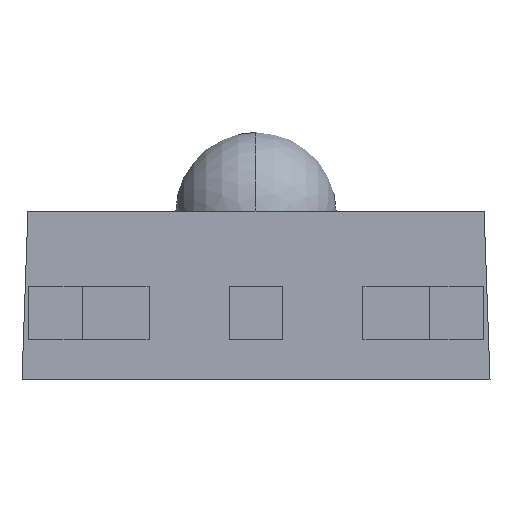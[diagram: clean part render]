
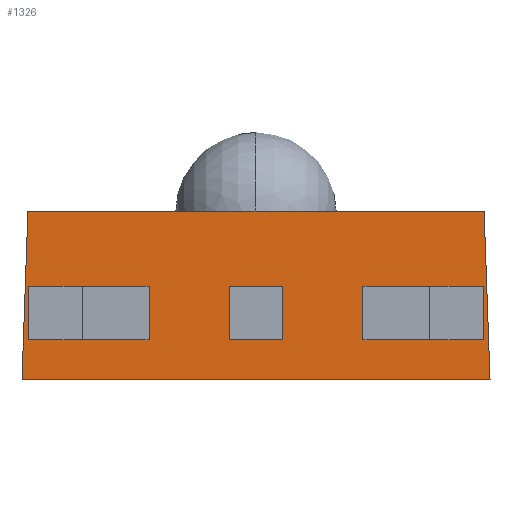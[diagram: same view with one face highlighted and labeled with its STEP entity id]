
A CAD part, front view. The second image highlights one B-rep face of the part: STEP entity #1326.
In plain terms, the highlighted planar face has unit normal (0, -1, 0).
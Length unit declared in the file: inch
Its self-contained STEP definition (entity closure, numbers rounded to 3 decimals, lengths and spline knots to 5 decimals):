
#10 = EDGE_CURVE ( 'NONE', #202, #1273, #1252, .T. ) ;
#12 = ORIENTED_EDGE ( 'NONE', *, *, #358, .T. ) ;
#30 = LINE ( 'NONE', #1198, #1093 ) ;
#39 = LINE ( 'NONE', #1300, #228 ) ;
#45 = PLANE ( 'NONE',  #600 ) ;
#54 = ORIENTED_EDGE ( 'NONE', *, *, #260, .F. ) ;
#63 = DIRECTION ( 'NONE',  ( 1., 0., 0. ) ) ;
#68 = DIRECTION ( 'NONE',  ( -1., 0., 0. ) ) ;
#69 = ORIENTED_EDGE ( 'NONE', *, *, #238, .T. ) ;
#82 = CARTESIAN_POINT ( 'NONE',  ( 0.01, -0.177, 0.035 ) ) ;
#101 = ORIENTED_EDGE ( 'NONE', *, *, #1368, .T. ) ;
#112 = LINE ( 'NONE', #1479, #544 ) ;
#121 = CARTESIAN_POINT ( 'NONE',  ( 0.06, -0.177, 0.035 ) ) ;
#144 = VECTOR ( 'NONE', #1109, 39.37008 ) ;
#146 = FACE_BOUND ( 'NONE', #1130, .T. ) ;
#170 = ORIENTED_EDGE ( 'NONE', *, *, #1275, .T. ) ;
#191 = CARTESIAN_POINT ( 'NONE',  ( 0.01, -0.177, 0.015 ) ) ;
#193 = LINE ( 'NONE', #1456, #144 ) ;
#202 = VERTEX_POINT ( 'NONE', #191 ) ;
#210 = LINE ( 'NONE', #644, #1141 ) ;
#228 = VECTOR ( 'NONE', #1173, 39.37008 ) ;
#232 = CARTESIAN_POINT ( 'NONE',  ( -0.04, -0.177, 0.035 ) ) ;
#236 = VERTEX_POINT ( 'NONE', #1103 ) ;
#238 = EDGE_CURVE ( 'NONE', #775, #882, #210, .T. ) ;
#250 = VECTOR ( 'NONE', #1462, 39.37008 ) ;
#253 = DIRECTION ( 'NONE',  ( 0., 1., 0. ) ) ;
#260 = EDGE_CURVE ( 'NONE', #1151, #1282, #1473, .T. ) ;
#262 = EDGE_CURVE ( 'NONE', #333, #1213, #540, .T. ) ;
#280 = VERTEX_POINT ( 'NONE', #82 ) ;
#291 = CARTESIAN_POINT ( 'NONE',  ( 0.04, -0.177, 0.015 ) ) ;
#295 = VECTOR ( 'NONE', #1443, 39.37008 ) ;
#302 = DIRECTION ( 'NONE',  ( 0., 0., 1. ) ) ;
#308 = LINE ( 'NONE', #984, #1433 ) ;
#316 = VERTEX_POINT ( 'NONE', #1381 ) ;
#317 = CARTESIAN_POINT ( 'NONE',  ( 0.04, -0.177, 0.035 ) ) ;
#333 = VERTEX_POINT ( 'NONE', #232 ) ;
#335 = VECTOR ( 'NONE', #1382, 39.37008 ) ;
#358 = EDGE_CURVE ( 'NONE', #882, #1213, #714, .T. ) ;
#366 = EDGE_LOOP ( 'NONE', ( #69, #12, #919, #1240 ) ) ;
#376 = EDGE_CURVE ( 'NONE', #1466, #1227, #30, .T. ) ;
#378 = FACE_BOUND ( 'NONE', #366, .T. ) ;
#431 = LINE ( 'NONE', #291, #295 ) ;
#439 = DIRECTION ( 'NONE',  ( 0., 0., 1. ) ) ;
#445 = VECTOR ( 'NONE', #1124, 39.37008 ) ;
#478 = EDGE_CURVE ( 'NONE', #1227, #1282, #1380, .T. ) ;
#483 = DIRECTION ( 'NONE',  ( 0., 0., 1. ) ) ;
#487 = CARTESIAN_POINT ( 'NONE',  ( -0.01, -0.177, 0.035 ) ) ;
#490 = DIRECTION ( 'NONE',  ( 0., 0., 1. ) ) ;
#503 = FACE_OUTER_BOUND ( 'NONE', #683, .T. ) ;
#540 = LINE ( 'NONE', #1244, #445 ) ;
#544 = VECTOR ( 'NONE', #706, 39.37008 ) ;
#576 = LINE ( 'NONE', #1235, #335 ) ;
#600 = AXIS2_PLACEMENT_3D ( 'NONE', #973, #253, #1180 ) ;
#609 = VECTOR ( 'NONE', #1232, 39.37008 ) ;
#610 = VECTOR ( 'NONE', #1139, 39.37008 ) ;
#619 = CARTESIAN_POINT ( 'NONE',  ( 0.06, -0.177, 0.015 ) ) ;
#622 = LINE ( 'NONE', #1080, #1164 ) ;
#624 = ORIENTED_EDGE ( 'NONE', *, *, #1048, .F. ) ;
#627 = VERTEX_POINT ( 'NONE', #487 ) ;
#644 = CARTESIAN_POINT ( 'NONE',  ( -0.04, -0.177, 0.015 ) ) ;
#683 = EDGE_LOOP ( 'NONE', ( #170, #904, #1330, #1267 ) ) ;
#689 = CARTESIAN_POINT ( 'NONE',  ( -0.04, -0.177, 0.015 ) ) ;
#706 = DIRECTION ( 'NONE',  ( 1., 0., 0. ) ) ;
#714 = LINE ( 'NONE', #955, #970 ) ;
#718 = EDGE_CURVE ( 'NONE', #316, #1351, #622, .T. ) ;
#724 = EDGE_CURVE ( 'NONE', #1351, #782, #308, .T. ) ;
#734 = FACE_BOUND ( 'NONE', #1332, .T. ) ;
#754 = ORIENTED_EDGE ( 'NONE', *, *, #376, .T. ) ;
#764 = ORIENTED_EDGE ( 'NONE', *, *, #1468, .F. ) ;
#766 = DIRECTION ( 'NONE',  ( 0.035, 0., -0.999 ) ) ;
#775 = VERTEX_POINT ( 'NONE', #689 ) ;
#777 = CARTESIAN_POINT ( 'NONE',  ( -0.0853, -0.177, 0.06292 ) ) ;
#782 = VERTEX_POINT ( 'NONE', #918 ) ;
#804 = ORIENTED_EDGE ( 'NONE', *, *, #478, .T. ) ;
#821 = CARTESIAN_POINT ( 'NONE',  ( 0.04, -0.177, 0.035 ) ) ;
#853 = ORIENTED_EDGE ( 'NONE', *, *, #10, .T. ) ;
#882 = VERTEX_POINT ( 'NONE', #1155 ) ;
#904 = ORIENTED_EDGE ( 'NONE', *, *, #724, .F. ) ;
#918 = CARTESIAN_POINT ( 'NONE',  ( 0.0875, -0.177, 0. ) ) ;
#919 = ORIENTED_EDGE ( 'NONE', *, *, #262, .F. ) ;
#955 = CARTESIAN_POINT ( 'NONE',  ( -0.06, -0.177, 0.015 ) ) ;
#970 = VECTOR ( 'NONE', #490, 39.37008 ) ;
#973 = CARTESIAN_POINT ( 'NONE',  ( -0.0875, -0.177, 0.063 ) ) ;
#984 = CARTESIAN_POINT ( 'NONE',  ( 0.08509, -0.177, 0.06903 ) ) ;
#1009 = CARTESIAN_POINT ( 'NONE',  ( 0.01, -0.177, 0.015 ) ) ;
#1034 = EDGE_CURVE ( 'NONE', #775, #333, #193, .T. ) ;
#1048 = EDGE_CURVE ( 'NONE', #280, #627, #576, .T. ) ;
#1080 = CARTESIAN_POINT ( 'NONE',  ( -0.0875, -0.177, 0.063 ) ) ;
#1093 = VECTOR ( 'NONE', #483, 39.37008 ) ;
#1103 = CARTESIAN_POINT ( 'NONE',  ( -0.0875, -0.177, 0. ) ) ;
#1109 = DIRECTION ( 'NONE',  ( 0., 0., 1. ) ) ;
#1112 = LINE ( 'NONE', #1239, #1447 ) ;
#1124 = DIRECTION ( 'NONE',  ( -1., 0., 0. ) ) ;
#1130 = EDGE_LOOP ( 'NONE', ( #764, #754, #804, #54 ) ) ;
#1139 = DIRECTION ( 'NONE',  ( 1., 0., 0. ) ) ;
#1141 = VECTOR ( 'NONE', #68, 39.37008 ) ;
#1151 = VERTEX_POINT ( 'NONE', #619 ) ;
#1155 = CARTESIAN_POINT ( 'NONE',  ( -0.06, -0.177, 0.015 ) ) ;
#1158 = CARTESIAN_POINT ( 'NONE',  ( -0.01, -0.177, 0.015 ) ) ;
#1164 = VECTOR ( 'NONE', #63, 39.37008 ) ;
#1173 = DIRECTION ( 'NONE',  ( 0., 0., 1. ) ) ;
#1180 = DIRECTION ( 'NONE',  ( -1., 0., 0. ) ) ;
#1198 = CARTESIAN_POINT ( 'NONE',  ( 0.04, -0.177, 0.015 ) ) ;
#1213 = VERTEX_POINT ( 'NONE', #1216 ) ;
#1216 = CARTESIAN_POINT ( 'NONE',  ( -0.06, -0.177, 0.035 ) ) ;
#1222 = CARTESIAN_POINT ( 'NONE',  ( 0.04, -0.177, 0.015 ) ) ;
#1227 = VERTEX_POINT ( 'NONE', #317 ) ;
#1232 = DIRECTION ( 'NONE',  ( -0.035, 0., -0.999 ) ) ;
#1235 = CARTESIAN_POINT ( 'NONE',  ( 0.01, -0.177, 0.035 ) ) ;
#1236 = EDGE_CURVE ( 'NONE', #316, #236, #1452, .T. ) ;
#1239 = CARTESIAN_POINT ( 'NONE',  ( 0.01, -0.177, 0.015 ) ) ;
#1240 = ORIENTED_EDGE ( 'NONE', *, *, #1034, .F. ) ;
#1244 = CARTESIAN_POINT ( 'NONE',  ( -0.04, -0.177, 0.035 ) ) ;
#1252 = LINE ( 'NONE', #1009, #250 ) ;
#1262 = VECTOR ( 'NONE', #302, 39.37008 ) ;
#1267 = ORIENTED_EDGE ( 'NONE', *, *, #1236, .T. ) ;
#1273 = VERTEX_POINT ( 'NONE', #1158 ) ;
#1275 = EDGE_CURVE ( 'Edge9', #236, #782, #112, .T. ) ;
#1282 = VERTEX_POINT ( 'NONE', #121 ) ;
#1300 = CARTESIAN_POINT ( 'NONE',  ( -0.01, -0.177, 0.015 ) ) ;
#1326 = ADVANCED_FACE ( 'Face5', ( #378, #503, #734, #146 ), #45, .F. ) ;
#1330 = ORIENTED_EDGE ( 'NONE', *, *, #718, .F. ) ;
#1332 = EDGE_LOOP ( 'NONE', ( #853, #101, #624, #1451 ) ) ;
#1351 = VERTEX_POINT ( 'NONE', #1408 ) ;
#1368 = EDGE_CURVE ( 'NONE', #1273, #627, #39, .T. ) ;
#1380 = LINE ( 'NONE', #821, #610 ) ;
#1381 = CARTESIAN_POINT ( 'NONE',  ( -0.0853, -0.177, 0.063 ) ) ;
#1382 = DIRECTION ( 'NONE',  ( -1., 0., 0. ) ) ;
#1408 = CARTESIAN_POINT ( 'NONE',  ( 0.0853, -0.177, 0.063 ) ) ;
#1433 = VECTOR ( 'NONE', #766, 39.37008 ) ;
#1440 = EDGE_CURVE ( 'NONE', #202, #280, #1112, .T. ) ;
#1443 = DIRECTION ( 'NONE',  ( 1., 0., 0. ) ) ;
#1446 = CARTESIAN_POINT ( 'NONE',  ( 0.06, -0.177, 0.015 ) ) ;
#1447 = VECTOR ( 'NONE', #439, 39.37008 ) ;
#1451 = ORIENTED_EDGE ( 'NONE', *, *, #1440, .F. ) ;
#1452 = LINE ( 'NONE', #777, #609 ) ;
#1456 = CARTESIAN_POINT ( 'NONE',  ( -0.04, -0.177, 0.015 ) ) ;
#1462 = DIRECTION ( 'NONE',  ( -1., 0., 0. ) ) ;
#1466 = VERTEX_POINT ( 'NONE', #1222 ) ;
#1468 = EDGE_CURVE ( 'NONE', #1466, #1151, #431, .T. ) ;
#1473 = LINE ( 'NONE', #1446, #1262 ) ;
#1479 = CARTESIAN_POINT ( 'NONE',  ( -0.0875, -0.177, 0. ) ) ;
